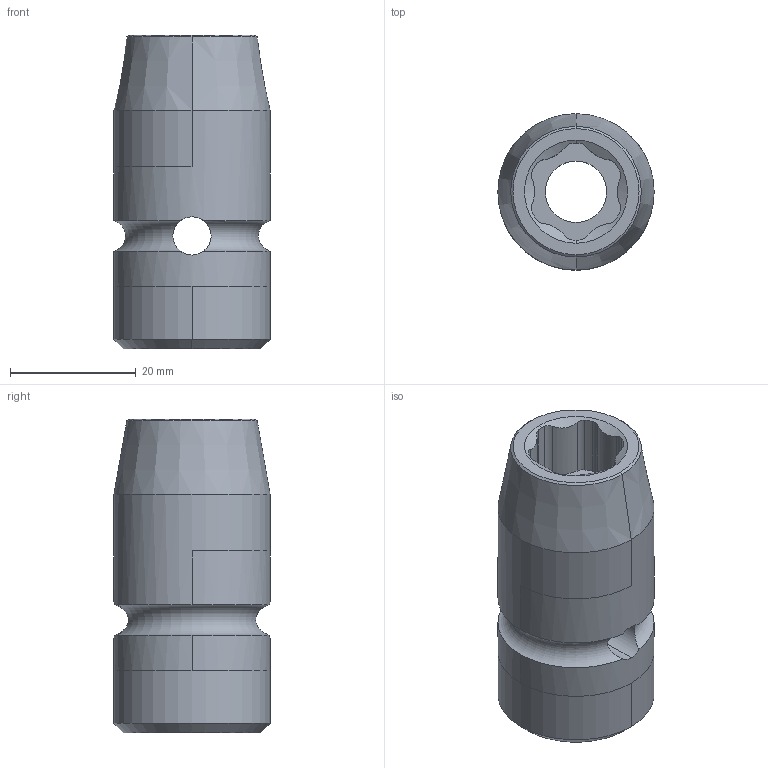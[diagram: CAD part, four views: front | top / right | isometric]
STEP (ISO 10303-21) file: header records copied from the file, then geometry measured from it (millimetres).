
FILE_DESCRIPTION((''),'2;1');
FILE_NAME('4027131213','2023-08-22T10:02:36',('A00565553'),(''),'CREO PARAMETRIC BY PTC INC, 2022414','CREO PARAMETRIC BY PTC INC, 2022414','');
FILE_SCHEMA(('CONFIG_CONTROL_DESIGN','GEOMETRIC_VALIDATION_PROPERTIES_MIM'));
Length unit declared in the file: millimetre
Products named in the file (1): 4027131213
Bounding box: 24.9 x 24.9 x 50 mm (x, y, z)
Volume: 14521.6 mm3; surface area: 6766.6 mm2
Topology: 1 solids, 1 shells, 63 faces, 179 edges, 118 vertices
Faces by surface type: cylinder 41, cone 12, plane 8, torus 2
Entity records: 2452 total; most frequent: CARTESIAN_POINT 678, ORIENTED_EDGE 358, DIRECTION 348, EDGE_CURVE 179, AXIS2_PLACEMENT_3D 142, VERTEX_POINT 118, CIRCLE 79, EDGE_LOOP 69
